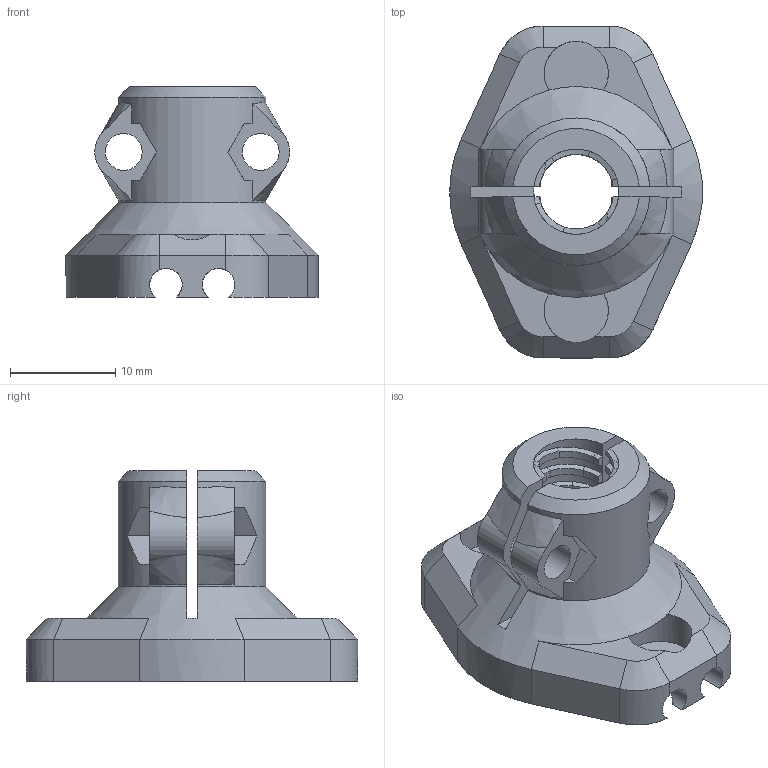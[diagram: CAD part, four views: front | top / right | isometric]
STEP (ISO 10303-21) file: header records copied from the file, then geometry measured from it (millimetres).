
FILE_DESCRIPTION(/* description */ (''),/* implementation_level */ '2;1');
FILE_NAME(/* name */ 'WobbleXII v8.step',/* time_stamp */ '2023-04-07T21:16:41+02:00',/* author */ (''),/* organization */ (''),/* preprocessor_version */ 'ST-DEVELOPER v19.2',/* originating_system */ 'Autodesk Translation Framework v12.4.0.73',/* authorisation */ '');
FILE_SCHEMA (('AUTOMOTIVE_DESIGN { 1 0 10303 214 3 1 1 }'));
Length unit declared in the file: millimetre
Products named in the file (2): WobbleXII; WobbleXII_upper
Assembly tree (1 placements, depth 2):
  WobbleXII
    WobbleXII_upper
Bounding box: 23.96 x 31.5 x 20 mm (x, y, z)
Volume: 4139.2 mm3; surface area: 3605.7 mm2
Topology: 1 solids, 1 shells, 342 faces, 901 edges, 539 vertices
Faces by surface type: bspline 210, plane 93, cylinder 32, cone 7
Full cylindrical faces by diameter (mm): 3.5 x4, 6.1 x2, 8.1 x1
Entity records: 16951 total; most frequent: CARTESIAN_POINT 10086, ORIENTED_EDGE 1802, EDGE_CURVE 901, DIRECTION 655, B_SPLINE_CURVE_WITH_KNOTS 619, VERTEX_POINT 539, EDGE_LOOP 386, FACE_OUTER_BOUND 342
